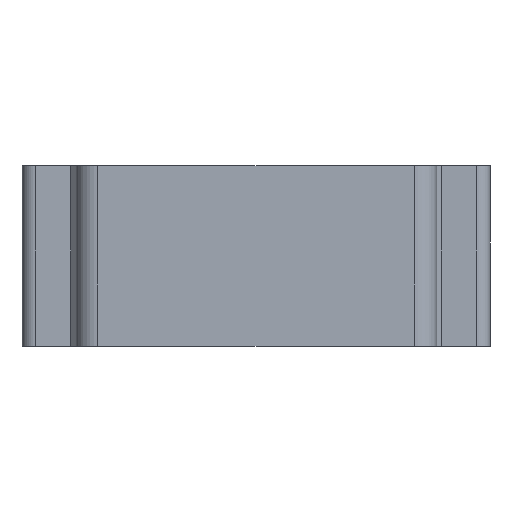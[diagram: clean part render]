
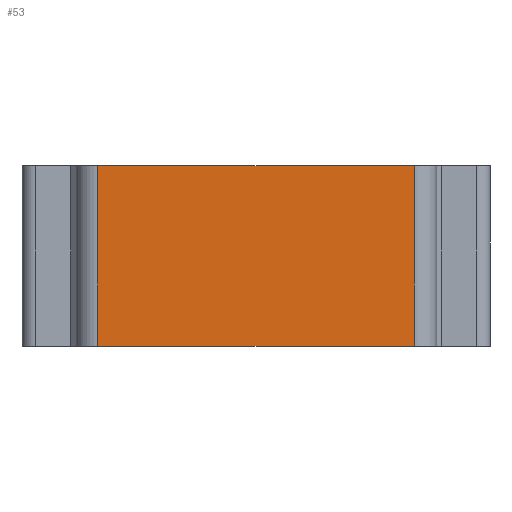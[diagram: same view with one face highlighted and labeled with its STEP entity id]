
A CAD part, top view. The second image highlights one B-rep face of the part: STEP entity #53.
In plain terms, the highlighted planar face has unit normal (0, 0, 1).
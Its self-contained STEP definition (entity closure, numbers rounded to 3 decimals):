
#53=ADVANCED_FACE('',(#135),#137,.T.);
#135=FACE_BOUND('',#136,.T.);
#136=EDGE_LOOP('',(#709,#710,#711,#712));
#137=PLANE('',#138);
#138=AXIS2_PLACEMENT_3D('',#139,#140,#141);
#139=CARTESIAN_POINT('',(0.,-8.,9.35));
#140=DIRECTION('',(0.,0.,1.));
#141=DIRECTION('',(1.,0.,0.));
#709=ORIENTED_EDGE('',*,*,#1109,.T.);
#710=ORIENTED_EDGE('',*,*,#1110,.T.);
#711=ORIENTED_EDGE('',*,*,#1111,.F.);
#712=ORIENTED_EDGE('',*,*,#1112,.F.);
#1109=EDGE_CURVE('',#1309,#1310,#1311,.T.);
#1110=EDGE_CURVE('',#1310,#1312,#1313,.T.);
#1111=EDGE_CURVE('',#1314,#1312,#1315,.T.);
#1112=EDGE_CURVE('',#1309,#1314,#1316,.T.);
#1309=VERTEX_POINT('',#1629);
#1310=VERTEX_POINT('',#1630);
#1311=LINE('',#1631,#1632);
#1312=VERTEX_POINT('',#1634);
#1313=LINE('',#1635,#1636);
#1314=VERTEX_POINT('',#1638);
#1315=LINE('',#1639,#1640);
#1316=LINE('',#1642,#1643);
#1629=CARTESIAN_POINT('',(14.,-8.,9.35));
#1630=CARTESIAN_POINT('',(14.,8.,9.35));
#1631=CARTESIAN_POINT('',(14.,-8.,9.35));
#1632=VECTOR('',#1633,1.);
#1633=DIRECTION('',(0.,1.,0.));
#1634=CARTESIAN_POINT('',(-14.,8.,9.35));
#1635=CARTESIAN_POINT('',(14.,8.,9.35));
#1636=VECTOR('',#1637,1.);
#1637=DIRECTION('',(-1.,0.,0.));
#1638=CARTESIAN_POINT('',(-14.,-8.,9.35));
#1639=CARTESIAN_POINT('',(-14.,-8.,9.35));
#1640=VECTOR('',#1641,1.);
#1641=DIRECTION('',(0.,1.,0.));
#1642=CARTESIAN_POINT('',(14.,-8.,9.35));
#1643=VECTOR('',#1644,1.);
#1644=DIRECTION('',(-1.,0.,0.));
